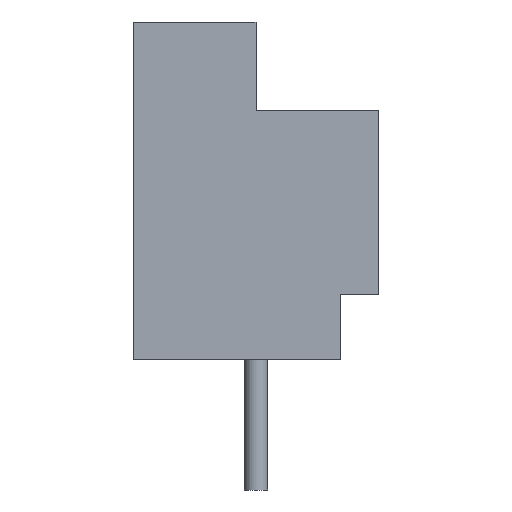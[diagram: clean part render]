
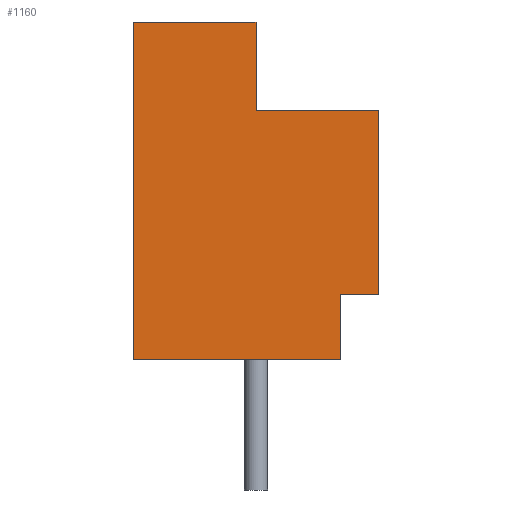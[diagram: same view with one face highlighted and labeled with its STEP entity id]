
A CAD part, left-side view. The second image highlights one B-rep face of the part: STEP entity #1160.
In plain terms, the highlighted planar face has unit normal (-1, 0, 0).
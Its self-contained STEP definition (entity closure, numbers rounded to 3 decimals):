
#39=PLANE('',#1271);
#108=FACE_OUTER_BOUND('',#191,.T.);
#191=EDGE_LOOP('',(#895,#896,#897,#898,#899,#900,#901,#902));
#273=LINE('',#1775,#401);
#282=LINE('',#1795,#410);
#291=LINE('',#1815,#419);
#293=LINE('',#1819,#421);
#294=LINE('',#1820,#422);
#295=LINE('',#1822,#423);
#296=LINE('',#1823,#424);
#297=LINE('',#1824,#425);
#401=VECTOR('',#1450,1000.);
#410=VECTOR('',#1463,1000.);
#419=VECTOR('',#1476,1000.);
#421=VECTOR('',#1480,1000.);
#422=VECTOR('',#1481,1000.);
#423=VECTOR('',#1482,1000.);
#424=VECTOR('',#1483,1000.);
#425=VECTOR('',#1484,1000.);
#569=VERTEX_POINT('',#1772);
#570=VERTEX_POINT('',#1774);
#578=VERTEX_POINT('',#1792);
#579=VERTEX_POINT('',#1794);
#587=VERTEX_POINT('',#1812);
#588=VERTEX_POINT('',#1814);
#589=VERTEX_POINT('',#1818);
#590=VERTEX_POINT('',#1821);
#689=EDGE_CURVE('',#569,#570,#273,.T.);
#698=EDGE_CURVE('',#579,#578,#282,.T.);
#707=EDGE_CURVE('',#587,#588,#291,.T.);
#709=EDGE_CURVE('',#589,#569,#293,.T.);
#710=EDGE_CURVE('',#589,#588,#294,.T.);
#711=EDGE_CURVE('',#587,#590,#295,.T.);
#712=EDGE_CURVE('',#590,#579,#296,.T.);
#713=EDGE_CURVE('',#578,#570,#297,.T.);
#895=ORIENTED_EDGE('',*,*,#709,.F.);
#896=ORIENTED_EDGE('',*,*,#710,.T.);
#897=ORIENTED_EDGE('',*,*,#707,.F.);
#898=ORIENTED_EDGE('',*,*,#711,.T.);
#899=ORIENTED_EDGE('',*,*,#712,.T.);
#900=ORIENTED_EDGE('',*,*,#698,.T.);
#901=ORIENTED_EDGE('',*,*,#713,.T.);
#902=ORIENTED_EDGE('',*,*,#689,.F.);
#1160=ADVANCED_FACE('',(#108),#39,.F.);
#1271=AXIS2_PLACEMENT_3D('',#1817,#1478,#1479);
#1450=DIRECTION('',(0.,1.,0.));
#1463=DIRECTION('',(0.,1.,0.));
#1476=DIRECTION('',(0.,0.,-1.));
#1478=DIRECTION('center_axis',(1.,0.,0.));
#1479=DIRECTION('ref_axis',(0.,1.,0.));
#1480=DIRECTION('',(0.,0.,-1.));
#1481=DIRECTION('',(0.,-1.,0.));
#1482=DIRECTION('',(0.,1.,0.));
#1483=DIRECTION('',(0.,0.,1.));
#1484=DIRECTION('',(0.,0.,-1.));
#1772=CARTESIAN_POINT('',(-10.,-2.2,0.));
#1774=CARTESIAN_POINT('',(-10.,3.2,0.));
#1775=CARTESIAN_POINT('',(-10.,-3.2,0.));
#1792=CARTESIAN_POINT('',(-10.,3.2,8.8));
#1794=CARTESIAN_POINT('',(-10.,0.,8.8));
#1795=CARTESIAN_POINT('',(-10.,-3.2,8.8));
#1812=CARTESIAN_POINT('',(-10.,-3.2,6.5));
#1814=CARTESIAN_POINT('',(-10.,-3.2,1.7));
#1815=CARTESIAN_POINT('',(-10.,-3.2,8.8));
#1817=CARTESIAN_POINT('Origin',(-10.,-3.2,8.8));
#1818=CARTESIAN_POINT('',(-10.,-2.2,1.7));
#1819=CARTESIAN_POINT('',(-10.,-2.2,1.7));
#1820=CARTESIAN_POINT('',(-10.,-2.2,1.7));
#1821=CARTESIAN_POINT('',(-10.,0.,6.5));
#1822=CARTESIAN_POINT('',(-10.,-3.2,6.5));
#1823=CARTESIAN_POINT('',(-10.,0.,8.8));
#1824=CARTESIAN_POINT('',(-10.,3.2,8.8));
